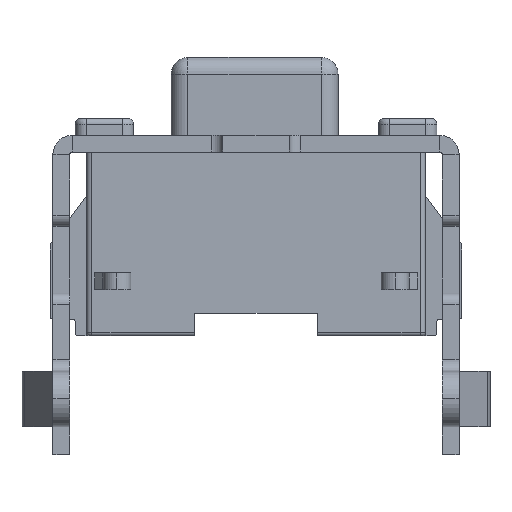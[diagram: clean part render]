
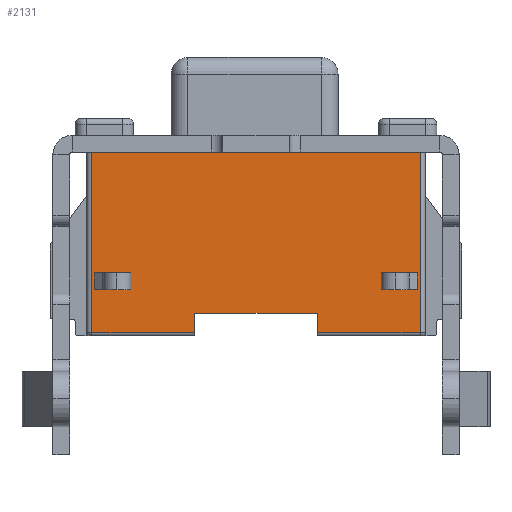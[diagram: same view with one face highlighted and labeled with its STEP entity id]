
A CAD part, front view. The second image highlights one B-rep face of the part: STEP entity #2131.
In plain terms, the highlighted planar face has unit normal (0, -1, 0).
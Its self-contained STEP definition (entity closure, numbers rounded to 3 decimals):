
#1222 = PLANE ( 'NONE',  #6702 ) ;
#1223 = CARTESIAN_POINT ( 'NONE',  ( 0., -1.75, 0. ) ) ;
#1266 = DIRECTION ( 'NONE',  ( 0., 1., 0. ) ) ;
#1516 = DIRECTION ( 'NONE',  ( 0., 0., 1. ) ) ;
#2131 = ADVANCED_FACE ( 'NONE', ( #4891, #4889, #4895 ), #1222, .F. ) ;
#2853 = CARTESIAN_POINT ( 'NONE',  ( -2.25, -1.75, -2.17 ) ) ;
#2856 = CARTESIAN_POINT ( 'NONE',  ( -2.95, -1.75, -3.25 ) ) ;
#2858 = CARTESIAN_POINT ( 'NONE',  ( 1.1, -1.75, -3.25 ) ) ;
#2860 = CARTESIAN_POINT ( 'NONE',  ( -2.9, -1.75, -2.17 ) ) ;
#2864 = CARTESIAN_POINT ( 'NONE',  ( -2.9, -1.75, -2.47 ) ) ;
#2874 = CARTESIAN_POINT ( 'NONE',  ( 2.95, -1.75, -3.25 ) ) ;
#2882 = CARTESIAN_POINT ( 'NONE',  ( 2.95, -1.75, 0. ) ) ;
#2899 = CARTESIAN_POINT ( 'NONE',  ( 2.25, -1.75, -2.17 ) ) ;
#2902 = CARTESIAN_POINT ( 'NONE',  ( 2.25, -1.75, -2.47 ) ) ;
#2918 = CARTESIAN_POINT ( 'NONE',  ( 2.9, -1.75, -2.17 ) ) ;
#2935 = CARTESIAN_POINT ( 'NONE',  ( -1.1, -1.75, -3.25 ) ) ;
#3143 = CARTESIAN_POINT ( 'NONE',  ( 2.25, -1.75, -2.47 ) ) ;
#3144 = DIRECTION ( 'NONE',  ( 1., 0., 0. ) ) ;
#3154 = CARTESIAN_POINT ( 'NONE',  ( 2.25, -1.75, -2.17 ) ) ;
#3162 = DIRECTION ( 'NONE',  ( 1., 0., 0. ) ) ;
#3169 = CARTESIAN_POINT ( 'NONE',  ( -2.9, -1.75, -2.47 ) ) ;
#3170 = DIRECTION ( 'NONE',  ( 0., 0., -1. ) ) ;
#3171 = CARTESIAN_POINT ( 'NONE',  ( -2.25, -1.75, -2.47 ) ) ;
#3172 = DIRECTION ( 'NONE',  ( 0., 0., 1. ) ) ;
#3347 = CARTESIAN_POINT ( 'NONE',  ( 2.25, -1.75, -2.17 ) ) ;
#3351 = CARTESIAN_POINT ( 'NONE',  ( 1.1, -1.75, -2.9 ) ) ;
#3352 = DIRECTION ( 'NONE',  ( 1., 0., 0. ) ) ;
#3353 = CARTESIAN_POINT ( 'NONE',  ( 2.25, -1.75, -2.47 ) ) ;
#3354 = CARTESIAN_POINT ( 'NONE',  ( 0., -1.75, -3.25 ) ) ;
#3355 = DIRECTION ( 'NONE',  ( 0., 0., -1. ) ) ;
#3357 = DIRECTION ( 'NONE',  ( 0., 0., -1. ) ) ;
#3362 = CARTESIAN_POINT ( 'NONE',  ( -1.1, -1.75, -2.9 ) ) ;
#3363 = DIRECTION ( 'NONE',  ( 1., 0., 0. ) ) ;
#3364 = CARTESIAN_POINT ( 'NONE',  ( 2.25, -1.75, -2.47 ) ) ;
#3365 = DIRECTION ( 'NONE',  ( 1., 0., 0. ) ) ;
#3366 = CARTESIAN_POINT ( 'NONE',  ( 2.9, -1.75, -2.47 ) ) ;
#3367 = DIRECTION ( 'NONE',  ( 0., 0., 1. ) ) ;
#3368 = CARTESIAN_POINT ( 'NONE',  ( 0., -1.75, 0. ) ) ;
#3369 = DIRECTION ( 'NONE',  ( 1., 0., 0. ) ) ;
#3370 = CARTESIAN_POINT ( 'NONE',  ( 2.95, -1.75, 0. ) ) ;
#3371 = DIRECTION ( 'NONE',  ( 0., 0., 1. ) ) ;
#3372 = CARTESIAN_POINT ( 'NONE',  ( -2.95, -1.75, 0. ) ) ;
#3373 = DIRECTION ( 'NONE',  ( 0., 0., 1. ) ) ;
#3374 = CARTESIAN_POINT ( 'NONE',  ( 0., -1.75, -3.25 ) ) ;
#3375 = DIRECTION ( 'NONE',  ( -1., 0., 0. ) ) ;
#3376 = CARTESIAN_POINT ( 'NONE',  ( 0., -1.75, -2.9 ) ) ;
#3377 = DIRECTION ( 'NONE',  ( 0., 0., -1. ) ) ;
#3379 = DIRECTION ( 'NONE',  ( -1., 0., 0. ) ) ;
#3819 = LINE ( 'NONE', #3143, #3820 ) ;
#3820 = VECTOR ( 'NONE', #3144, 1000. ) ;
#3832 = LINE ( 'NONE', #3154, #3834 ) ;
#3834 = VECTOR ( 'NONE', #3162, 1000. ) ;
#3842 = LINE ( 'NONE', #3169, #3843 ) ;
#3843 = VECTOR ( 'NONE', #3170, 1000. ) ;
#3844 = LINE ( 'NONE', #3171, #3845 ) ;
#3845 = VECTOR ( 'NONE', #3172, 1000. ) ;
#3971 = LINE ( 'NONE', #3347, #3980 ) ;
#3973 = LINE ( 'NONE', #3351, #3982 ) ;
#3977 = LINE ( 'NONE', #3353, #3984 ) ;
#3980 = VECTOR ( 'NONE', #3352, 1000. ) ;
#3982 = VECTOR ( 'NONE', #3355, 1000. ) ;
#3983 = VECTOR ( 'NONE', #3363, 1000. ) ;
#3984 = VECTOR ( 'NONE', #3357, 1000. ) ;
#3985 = LINE ( 'NONE', #3362, #4003 ) ;
#3988 = LINE ( 'NONE', #3376, #4004 ) ;
#3989 = LINE ( 'NONE', #3354, #3983 ) ;
#3991 = LINE ( 'NONE', #3364, #3992 ) ;
#3992 = VECTOR ( 'NONE', #3365, 1000. ) ;
#3993 = LINE ( 'NONE', #3366, #3994 ) ;
#3994 = VECTOR ( 'NONE', #3367, 1000. ) ;
#3995 = LINE ( 'NONE', #3368, #3996 ) ;
#3996 = VECTOR ( 'NONE', #3369, 1000. ) ;
#3997 = LINE ( 'NONE', #3370, #3998 ) ;
#3998 = VECTOR ( 'NONE', #3371, 1000. ) ;
#3999 = LINE ( 'NONE', #3372, #4000 ) ;
#4000 = VECTOR ( 'NONE', #3373, 1000. ) ;
#4001 = LINE ( 'NONE', #3374, #4002 ) ;
#4002 = VECTOR ( 'NONE', #3375, 1000. ) ;
#4003 = VECTOR ( 'NONE', #3377, 1000. ) ;
#4004 = VECTOR ( 'NONE', #3379, 1000. ) ;
#4533 = VERTEX_POINT ( 'NONE', #5904 ) ;
#4578 = VERTEX_POINT ( 'NONE', #5780 ) ;
#4657 = VERTEX_POINT ( 'NONE', #5694 ) ;
#4663 = VERTEX_POINT ( 'NONE', #5686 ) ;
#4670 = VERTEX_POINT ( 'NONE', #5672 ) ;
#4695 = VERTEX_POINT ( 'NONE', #2853 ) ;
#4698 = VERTEX_POINT ( 'NONE', #2856 ) ;
#4700 = VERTEX_POINT ( 'NONE', #2858 ) ;
#4702 = VERTEX_POINT ( 'NONE', #2860 ) ;
#4705 = VERTEX_POINT ( 'NONE', #2864 ) ;
#4715 = VERTEX_POINT ( 'NONE', #2874 ) ;
#4723 = VERTEX_POINT ( 'NONE', #2882 ) ;
#4739 = VERTEX_POINT ( 'NONE', #2899 ) ;
#4742 = VERTEX_POINT ( 'NONE', #2902 ) ;
#4755 = VERTEX_POINT ( 'NONE', #2918 ) ;
#4770 = VERTEX_POINT ( 'NONE', #2935 ) ;
#4889 = FACE_BOUND ( 'NONE', #7343, .T. ) ;
#4891 = FACE_BOUND ( 'NONE', #7339, .T. ) ;
#4895 = FACE_OUTER_BOUND ( 'NONE', #7316, .T. ) ;
#5672 = CARTESIAN_POINT ( 'NONE',  ( 1.1, -1.75, -2.9 ) ) ;
#5686 = CARTESIAN_POINT ( 'NONE',  ( -2.25, -1.75, -2.47 ) ) ;
#5694 = CARTESIAN_POINT ( 'NONE',  ( -2.95, -1.75, 0. ) ) ;
#5780 = CARTESIAN_POINT ( 'NONE',  ( 2.9, -1.75, -2.47 ) ) ;
#5904 = CARTESIAN_POINT ( 'NONE',  ( -1.1, -1.75, -2.9 ) ) ;
#6702 = AXIS2_PLACEMENT_3D ( 'NONE', #1223, #1266, #1516 ) ;
#6880 = EDGE_CURVE ( 'NONE', #4705, #4663, #3819, .T. ) ;
#6888 = EDGE_CURVE ( 'NONE', #4702, #4695, #3832, .T. ) ;
#6892 = EDGE_CURVE ( 'NONE', #4702, #4705, #3842, .T. ) ;
#6893 = EDGE_CURVE ( 'NONE', #4663, #4695, #3844, .T. ) ;
#6972 = EDGE_CURVE ( 'NONE', #4739, #4755, #3971, .T. ) ;
#6973 = EDGE_CURVE ( 'NONE', #4670, #4700, #3973, .T. ) ;
#6974 = EDGE_CURVE ( 'NONE', #4739, #4742, #3977, .T. ) ;
#6977 = EDGE_CURVE ( 'NONE', #4700, #4715, #3989, .T. ) ;
#6978 = EDGE_CURVE ( 'NONE', #4742, #4578, #3991, .T. ) ;
#6979 = EDGE_CURVE ( 'NONE', #4578, #4755, #3993, .T. ) ;
#6980 = EDGE_CURVE ( 'NONE', #4657, #4723, #3995, .T. ) ;
#6981 = EDGE_CURVE ( 'NONE', #4715, #4723, #3997, .T. ) ;
#6982 = EDGE_CURVE ( 'NONE', #4698, #4657, #3999, .T. ) ;
#6983 = EDGE_CURVE ( 'NONE', #4770, #4698, #4001, .T. ) ;
#6984 = EDGE_CURVE ( 'NONE', #4533, #4770, #3985, .T. ) ;
#6985 = EDGE_CURVE ( 'NONE', #4670, #4533, #3988, .T. ) ;
#7316 = EDGE_LOOP ( 'NONE', ( #8737, #8792, #8991, #8733, #8821, #8952, #8803, #8793 ) ) ;
#7339 = EDGE_LOOP ( 'NONE', ( #8790, #8521, #8576, #8523 ) ) ;
#7343 = EDGE_LOOP ( 'NONE', ( #8527, #9000, #8732, #8990 ) ) ;
#8521 = ORIENTED_EDGE ( 'NONE', *, *, #6974, .F. ) ;
#8523 = ORIENTED_EDGE ( 'NONE', *, *, #6979, .F. ) ;
#8527 = ORIENTED_EDGE ( 'NONE', *, *, #6892, .F. ) ;
#8576 = ORIENTED_EDGE ( 'NONE', *, *, #6972, .T. ) ;
#8732 = ORIENTED_EDGE ( 'NONE', *, *, #6893, .F. ) ;
#8733 = ORIENTED_EDGE ( 'NONE', *, *, #6980, .F. ) ;
#8737 = ORIENTED_EDGE ( 'NONE', *, *, #6973, .T. ) ;
#8790 = ORIENTED_EDGE ( 'NONE', *, *, #6978, .F. ) ;
#8792 = ORIENTED_EDGE ( 'NONE', *, *, #6977, .T. ) ;
#8793 = ORIENTED_EDGE ( 'NONE', *, *, #6985, .F. ) ;
#8803 = ORIENTED_EDGE ( 'NONE', *, *, #6984, .F. ) ;
#8821 = ORIENTED_EDGE ( 'NONE', *, *, #6982, .F. ) ;
#8952 = ORIENTED_EDGE ( 'NONE', *, *, #6983, .F. ) ;
#8990 = ORIENTED_EDGE ( 'NONE', *, *, #6880, .F. ) ;
#8991 = ORIENTED_EDGE ( 'NONE', *, *, #6981, .T. ) ;
#9000 = ORIENTED_EDGE ( 'NONE', *, *, #6888, .T. ) ;
